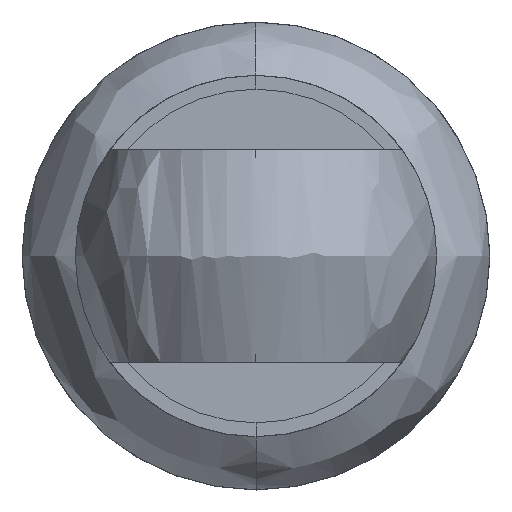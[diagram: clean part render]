
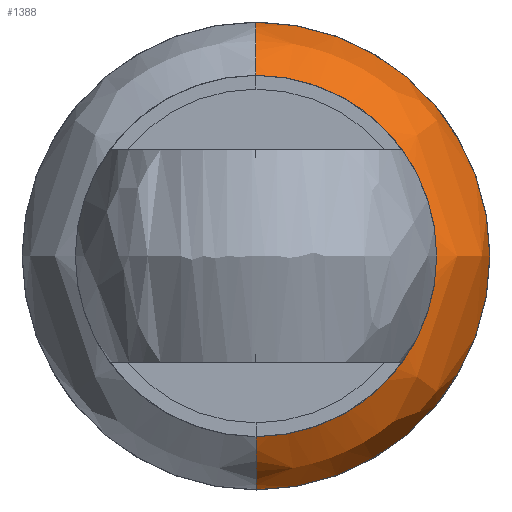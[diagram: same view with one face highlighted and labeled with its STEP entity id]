
A CAD part, left-side view. The second image highlights one B-rep face of the part: STEP entity #1388.
In plain terms, the highlighted free-form (B-spline) face has degree [3, 3] with [4, 4] control points.
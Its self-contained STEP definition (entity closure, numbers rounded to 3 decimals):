
#39 = CIRCLE ( 'NONE', #694, 11.01 ) ;
#72 = CARTESIAN_POINT ( 'NONE',  ( 1., 0., -7.849 ) ) ;
#92 = AXIS2_PLACEMENT_3D ( 'NONE', #720, #551, #1009 ) ;
#101 = CARTESIAN_POINT ( 'NONE',  ( 5.169, -22.02, -11.01 ) ) ;
#111 = CARTESIAN_POINT ( 'NONE',  ( 1.545, -19.583, -9.791 ) ) ;
#113 = CARTESIAN_POINT ( 'NONE',  ( 5.169, 0., -11.01 ) ) ;
#179 = DIRECTION ( 'NONE',  ( 1., 0., 0. ) ) ;
#241 = DIRECTION ( 'NONE',  ( 0., 0., -1. ) ) ;
#256 = CARTESIAN_POINT ( 'NONE',  ( 5.169, -22.02, 11.01 ) ) ;
#275 = CARTESIAN_POINT ( 'NONE',  ( 1., -15.699, -7.849 ) ) ;
#337 = VERTEX_POINT ( 'NONE', #113 ) ;
#414 = CARTESIAN_POINT ( 'NONE',  ( 5.169, 0., 11.01 ) ) ;
#453 = CARTESIAN_POINT ( 'NONE',  ( 1., 0., 7.849 ) ) ;
#504 = VERTEX_POINT ( 'NONE', #72 ) ;
#551 = DIRECTION ( 'NONE',  ( 0., -1., 0. ) ) ;
#565 =( BOUNDED_SURFACE ( )  B_SPLINE_SURFACE ( 3, 3, ( 
 ( #1977, #256, #101, #1049 ),
 ( #1352, #885, #1069, #1520 ),
 ( #1960, #1344, #111, #1826 ),
 ( #1503, #1802, #275, #1203 ) ),
 .UNSPECIFIED., .F., .F., .F. ) 
 B_SPLINE_SURFACE_WITH_KNOTS ( ( 4, 4 ),
 ( 4, 4 ),
 ( 0., 1. ),
 ( 0., 1. ),
 .UNSPECIFIED. ) 
 GEOMETRIC_REPRESENTATION_ITEM ( )  RATIONAL_B_SPLINE_SURFACE ( (
 ( 1., 0.333, 0.333, 1.),
 ( 0.865, 0.288, 0.288, 0.865),
 ( 0.865, 0.288, 0.288, 0.865),
 ( 1., 0.333, 0.333, 1.) ) ) 
 REPRESENTATION_ITEM ( '' )  SURFACE ( )  );
#607 = CARTESIAN_POINT ( 'NONE',  ( 5.169, 0., 0. ) ) ;
#648 = DIRECTION ( 'NONE',  ( 0., 0., -1. ) ) ;
#659 = CIRCLE ( 'NONE', #92, 4.33 ) ;
#694 = AXIS2_PLACEMENT_3D ( 'NONE', #607, #1363, #241 ) ;
#720 = CARTESIAN_POINT ( 'NONE',  ( 5.169, 0., 6.68 ) ) ;
#785 = EDGE_CURVE ( 'NONE', #815, #1458, #659, .T. ) ;
#795 = CIRCLE ( 'NONE', #844, 4.33 ) ;
#800 = ORIENTED_EDGE ( 'NONE', *, *, #1439, .F. ) ;
#815 = VERTEX_POINT ( 'NONE', #414 ) ;
#844 = AXIS2_PLACEMENT_3D ( 'NONE', #932, #1407, #2002 ) ;
#885 = CARTESIAN_POINT ( 'NONE',  ( 3.152, -22.02, 11.01 ) ) ;
#929 = EDGE_CURVE ( 'NONE', #815, #337, #39, .T. ) ;
#932 = CARTESIAN_POINT ( 'NONE',  ( 5.169, 0., -6.68 ) ) ;
#963 = CARTESIAN_POINT ( 'NONE',  ( 1., 0., 0. ) ) ;
#965 = AXIS2_PLACEMENT_3D ( 'NONE', #963, #179, #648 ) ;
#1009 = DIRECTION ( 'NONE',  ( 0., 0., 1. ) ) ;
#1049 = CARTESIAN_POINT ( 'NONE',  ( 5.169, 0., -11.01 ) ) ;
#1069 = CARTESIAN_POINT ( 'NONE',  ( 3.152, -22.02, -11.01 ) ) ;
#1105 = CIRCLE ( 'NONE', #965, 7.849 ) ;
#1126 = ORIENTED_EDGE ( 'NONE', *, *, #785, .T. ) ;
#1203 = CARTESIAN_POINT ( 'NONE',  ( 1., 0., -7.849 ) ) ;
#1268 = ORIENTED_EDGE ( 'NONE', *, *, #929, .F. ) ;
#1299 = ORIENTED_EDGE ( 'NONE', *, *, #1547, .T. ) ;
#1344 = CARTESIAN_POINT ( 'NONE',  ( 1.545, -19.583, 9.791 ) ) ;
#1352 = CARTESIAN_POINT ( 'NONE',  ( 3.152, 0., 11.01 ) ) ;
#1353 = EDGE_LOOP ( 'NONE', ( #1268, #1126, #1299, #800 ) ) ;
#1363 = DIRECTION ( 'NONE',  ( 1., 0., 0. ) ) ;
#1388 = ADVANCED_FACE ( 'NONE', ( #1785 ), #565, .T. ) ;
#1407 = DIRECTION ( 'NONE',  ( 0., 1., 0. ) ) ;
#1439 = EDGE_CURVE ( 'NONE', #337, #504, #795, .T. ) ;
#1458 = VERTEX_POINT ( 'NONE', #453 ) ;
#1503 = CARTESIAN_POINT ( 'NONE',  ( 1., 0., 7.849 ) ) ;
#1520 = CARTESIAN_POINT ( 'NONE',  ( 3.152, 0., -11.01 ) ) ;
#1547 = EDGE_CURVE ( 'NONE', #1458, #504, #1105, .T. ) ;
#1785 = FACE_OUTER_BOUND ( 'NONE', #1353, .T. ) ;
#1802 = CARTESIAN_POINT ( 'NONE',  ( 1., -15.699, 7.849 ) ) ;
#1826 = CARTESIAN_POINT ( 'NONE',  ( 1.545, 0., -9.791 ) ) ;
#1960 = CARTESIAN_POINT ( 'NONE',  ( 1.545, 0., 9.791 ) ) ;
#1977 = CARTESIAN_POINT ( 'NONE',  ( 5.169, 0., 11.01 ) ) ;
#2002 = DIRECTION ( 'NONE',  ( 0., 0., -1. ) ) ;
